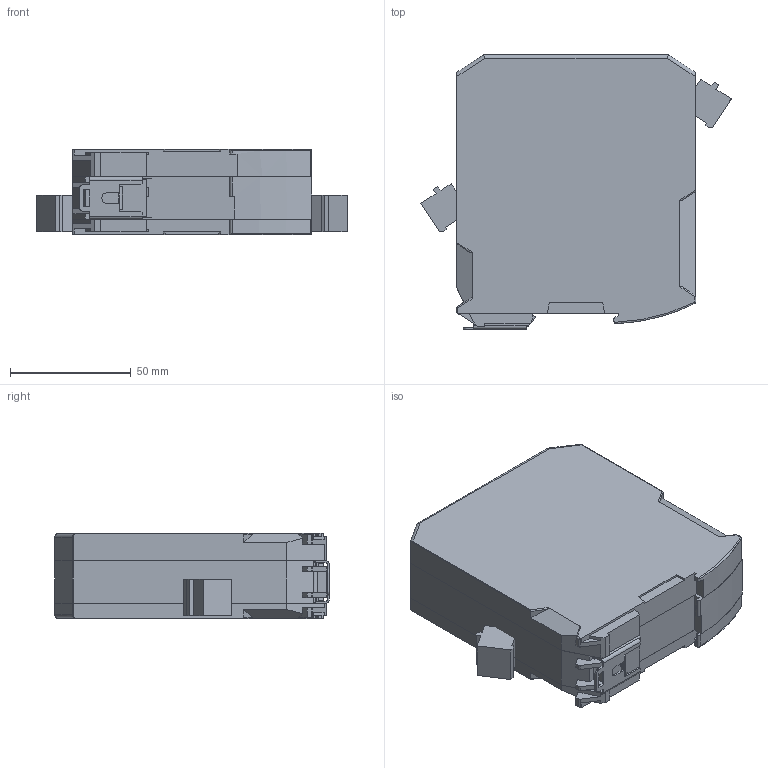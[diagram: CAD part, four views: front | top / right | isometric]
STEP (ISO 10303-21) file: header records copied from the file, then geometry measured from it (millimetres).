
FILE_DESCRIPTION (( 'STEP AP203' ), '1' );
FILE_NAME ('9143_Modul_kpl.STEP', '2010-08-03T07:36:39', ( 'Admin' ), ( 'R. STAHL' ), 'SwSTEP 2.0', 'SolidWorks 2008', '' );
FILE_SCHEMA (( 'CONFIG_CONTROL_DESIGN' ));
Length unit declared in the file: millimetre
Products named in the file (1): 9143_Modul_kpl
Bounding box: 128.41 x 113.5 x 35.2 mm (x, y, z)
Volume: 380932.1 mm3; surface area: 83226 mm2
Topology: 6 solids, 10 shells, 431 faces, 1206 edges, 797 vertices
Faces by surface type: plane 308, cylinder 115, bspline 8
Entity records: 14284 total; most frequent: CARTESIAN_POINT 3243, ORIENTED_EDGE 2412, DIRECTION 2115, EDGE_CURVE 1206, VECTOR 919, LINE 919, VERTEX_POINT 797, AXIS2_PLACEMENT_3D 598
